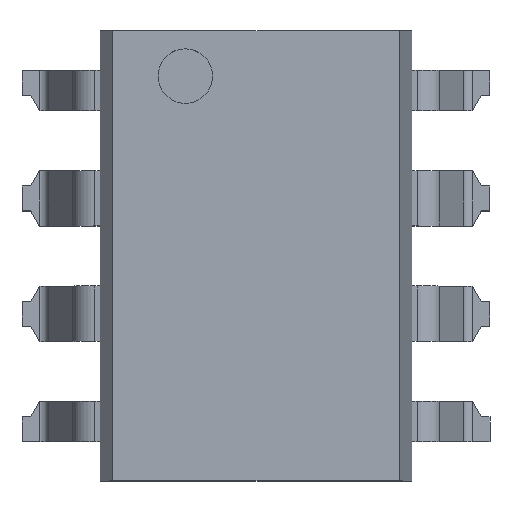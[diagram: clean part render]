
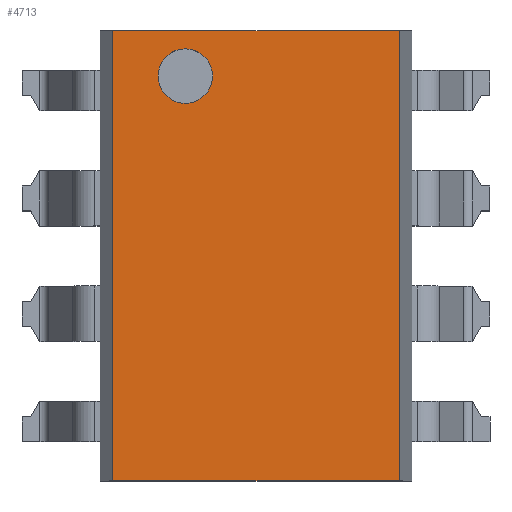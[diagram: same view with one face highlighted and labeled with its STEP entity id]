
A CAD part, top view. The second image highlights one B-rep face of the part: STEP entity #4713.
In plain terms, the highlighted planar face has unit normal (0, 0, 1).
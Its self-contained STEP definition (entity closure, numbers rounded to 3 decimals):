
#4375=CARTESIAN_POINT('',(-0.956,3.955,5.08));
#4376=VERTEX_POINT('',#4375);
#4385=CARTESIAN_POINT('',(-2.156,3.955,5.08));
#4386=VERTEX_POINT('',#4385);
#4387=CARTESIAN_POINT('',(-1.556,3.955,5.08));
#4388=DIRECTION('',(0.0,0.0,-1.0));
#4389=DIRECTION('',(1.0,0.0,0.0));
#4390=AXIS2_PLACEMENT_3D('',#4387,#4388,#4389);
#4391=CIRCLE('',#4390,0.6);
#4392=EDGE_CURVE('',#4386,#4376,#4391,.T.);
#4426=CARTESIAN_POINT('',(-1.556,3.955,5.08));
#4427=DIRECTION('',(0.0,0.0,-1.0));
#4428=DIRECTION('',(1.0,0.0,0.0));
#4429=AXIS2_PLACEMENT_3D('',#4426,#4427,#4428);
#4430=CIRCLE('',#4429,0.6);
#4431=EDGE_CURVE('',#4376,#4386,#4430,.T.);
#4451=CARTESIAN_POINT('',(3.156,4.955,5.08));
#4452=VERTEX_POINT('',#4451);
#4453=CARTESIAN_POINT('',(-3.156,4.955,5.08));
#4454=VERTEX_POINT('',#4453);
#4455=CARTESIAN_POINT('',(3.156,4.955,5.08));
#4456=DIRECTION('',(-1.0,0.0,0.0));
#4457=VECTOR('',#4456,6.311);
#4458=LINE('',#4455,#4457);
#4459=EDGE_CURVE('',#4452,#4454,#4458,.T.);
#4532=CARTESIAN_POINT('',(-3.156,-4.955,5.08));
#4533=VERTEX_POINT('',#4532);
#4540=CARTESIAN_POINT('',(-3.156,-4.955,5.08));
#4541=DIRECTION('',(0.0,1.0,0.0));
#4542=VECTOR('',#4541,9.91);
#4543=LINE('',#4540,#4542);
#4544=EDGE_CURVE('',#4533,#4454,#4543,.T.);
#4675=CARTESIAN_POINT('',(3.156,-4.955,5.08));
#4676=VERTEX_POINT('',#4675);
#4677=CARTESIAN_POINT('',(3.156,-4.955,5.08));
#4678=DIRECTION('',(0.0,1.0,0.0));
#4679=VECTOR('',#4678,9.91);
#4680=LINE('',#4677,#4679);
#4681=EDGE_CURVE('',#4676,#4452,#4680,.T.);
#4693=CARTESIAN_POINT('',(3.156,-4.955,5.08));
#4694=DIRECTION('',(0.0,0.0,1.0));
#4695=DIRECTION('',(1.0,0.0,0.0));
#4696=AXIS2_PLACEMENT_3D('',#4693,#4694,#4695);
#4697=PLANE('',#4696);
#4698=ORIENTED_EDGE('',*,*,#4459,.T.);
#4699=ORIENTED_EDGE('',*,*,#4544,.F.);
#4700=CARTESIAN_POINT('',(-3.156,-4.955,5.08));
#4701=DIRECTION('',(1.0,0.0,0.0));
#4702=VECTOR('',#4701,6.311);
#4703=LINE('',#4700,#4702);
#4704=EDGE_CURVE('',#4533,#4676,#4703,.T.);
#4705=ORIENTED_EDGE('',*,*,#4704,.T.);
#4706=ORIENTED_EDGE('',*,*,#4681,.T.);
#4707=EDGE_LOOP('',(#4698,#4699,#4705,#4706));
#4708=FACE_OUTER_BOUND('',#4707,.T.);
#4709=ORIENTED_EDGE('',*,*,#4431,.T.);
#4710=ORIENTED_EDGE('',*,*,#4392,.T.);
#4711=EDGE_LOOP('',(#4709,#4710));
#4712=FACE_BOUND('',#4711,.T.);
#4713=ADVANCED_FACE('',(#4708,#4712),#4697,.T.);
